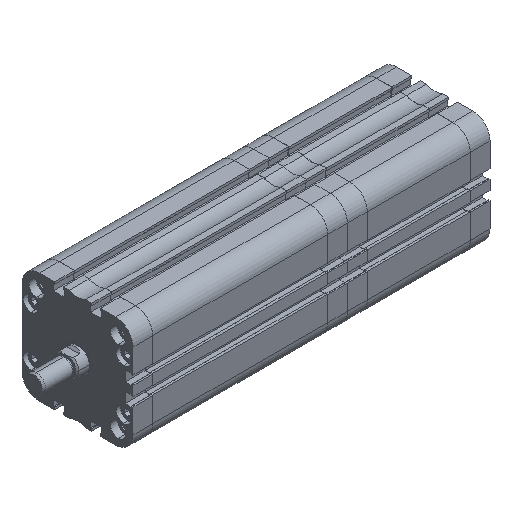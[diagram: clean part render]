
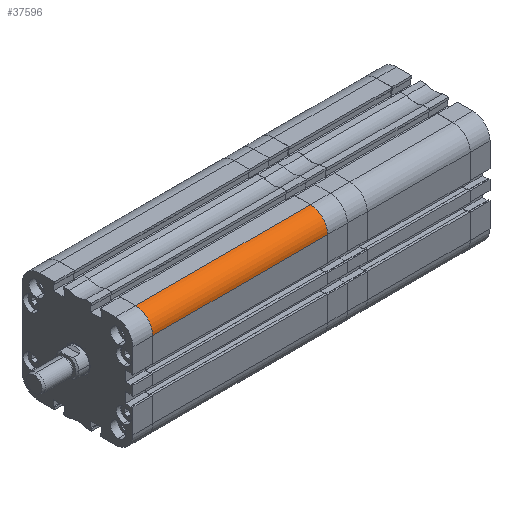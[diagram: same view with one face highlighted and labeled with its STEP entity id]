
A CAD part, isometric view. The second image highlights one B-rep face of the part: STEP entity #37596.
In plain terms, the highlighted cylindrical face has radius 12 mm (diameter 24 mm), a partial arc.
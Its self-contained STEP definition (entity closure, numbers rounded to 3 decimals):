
#874 = EDGE_CURVE ( 'NONE', #3109, #32228, #16802, .T. ) ;
#1073 = DIRECTION ( 'NONE',  ( 1., 0., 0. ) ) ;
#3109 = VERTEX_POINT ( 'NONE', #34379 ) ;
#3826 = CARTESIAN_POINT ( 'NONE',  ( 121.5, -26.5, 26.5 ) ) ;
#4603 = AXIS2_PLACEMENT_3D ( 'NONE', #37249, #5829, #20923 ) ;
#5040 = CARTESIAN_POINT ( 'NONE',  ( 0., -26.5, 26.5 ) ) ;
#5829 = DIRECTION ( 'NONE',  ( 1., 0., 0. ) ) ;
#5900 = AXIS2_PLACEMENT_3D ( 'NONE', #5040, #39757, #19923 ) ;
#8553 = EDGE_CURVE ( 'NONE', #32228, #26550, #21873, .T. ) ;
#9685 = EDGE_LOOP ( 'NONE', ( #12827, #23542, #34359, #33798 ) ) ;
#11422 = VERTEX_POINT ( 'NONE', #15084 ) ;
#11442 = EDGE_CURVE ( 'NONE', #26550, #11422, #21492, .T. ) ;
#12377 = EDGE_CURVE ( 'NONE', #11422, #3109, #25694, .T. ) ;
#12827 = ORIENTED_EDGE ( 'NONE', *, *, #8553, .F. ) ;
#14152 = FACE_OUTER_BOUND ( 'NONE', #9685, .T. ) ;
#15084 = CARTESIAN_POINT ( 'NONE',  ( 0., -38.5, 26.5 ) ) ;
#15322 = VECTOR ( 'NONE', #1073, 1000. ) ;
#16436 = DIRECTION ( 'NONE',  ( 0., 0., 1. ) ) ;
#16603 = CARTESIAN_POINT ( 'NONE',  ( 121.5, -26.5, 38.5 ) ) ;
#16802 = LINE ( 'NONE', #16603, #15322 ) ;
#18806 = DIRECTION ( 'NONE',  ( -1., 0., 0. ) ) ;
#19923 = DIRECTION ( 'NONE',  ( 0., 0., -1. ) ) ;
#20923 = DIRECTION ( 'NONE',  ( 0., 0., -1. ) ) ;
#21492 = LINE ( 'NONE', #34502, #21620 ) ;
#21620 = VECTOR ( 'NONE', #18806, 1000. ) ;
#21873 = CIRCLE ( 'NONE', #4603, 12. ) ;
#23542 = ORIENTED_EDGE ( 'NONE', *, *, #874, .F. ) ;
#25290 = AXIS2_PLACEMENT_3D ( 'NONE', #3826, #38975, #16436 ) ;
#25694 = CIRCLE ( 'NONE', #5900, 12. ) ;
#26550 = VERTEX_POINT ( 'NONE', #34055 ) ;
#29651 = CYLINDRICAL_SURFACE ( 'NONE', #25290, 12. ) ;
#32228 = VERTEX_POINT ( 'NONE', #40255 ) ;
#33798 = ORIENTED_EDGE ( 'NONE', *, *, #11442, .F. ) ;
#34055 = CARTESIAN_POINT ( 'NONE',  ( 121.5, -38.5, 26.5 ) ) ;
#34359 = ORIENTED_EDGE ( 'NONE', *, *, #12377, .F. ) ;
#34379 = CARTESIAN_POINT ( 'NONE',  ( 0., -26.5, 38.5 ) ) ;
#34502 = CARTESIAN_POINT ( 'NONE',  ( 121.5, -38.5, 26.5 ) ) ;
#37249 = CARTESIAN_POINT ( 'NONE',  ( 121.5, -26.5, 26.5 ) ) ;
#37596 = ADVANCED_FACE ( 'NONE', ( #14152 ), #29651, .T. ) ;
#38975 = DIRECTION ( 'NONE',  ( -1., 0., 0. ) ) ;
#39757 = DIRECTION ( 'NONE',  ( -1., 0., 0. ) ) ;
#40255 = CARTESIAN_POINT ( 'NONE',  ( 121.5, -26.5, 38.5 ) ) ;
